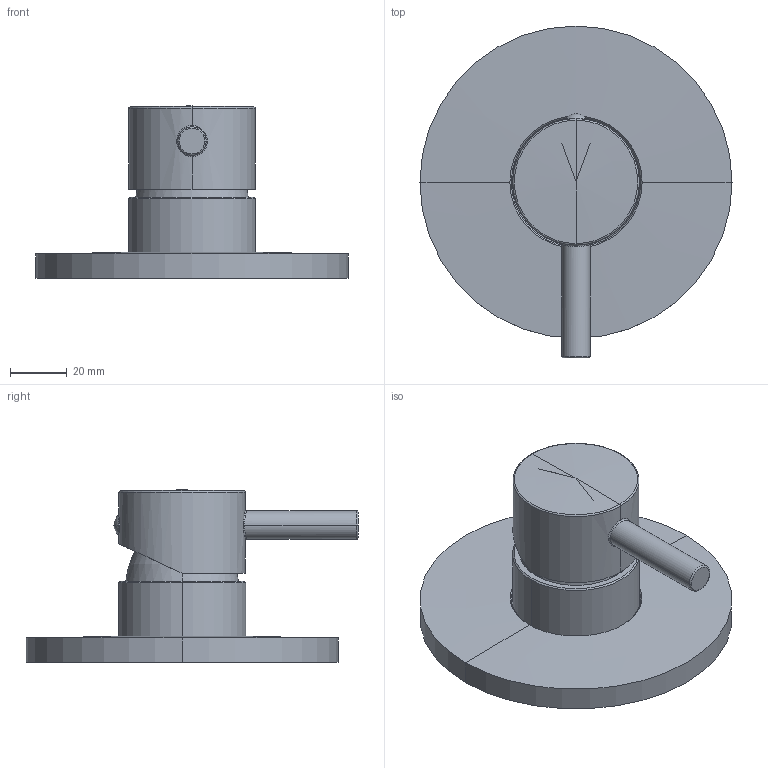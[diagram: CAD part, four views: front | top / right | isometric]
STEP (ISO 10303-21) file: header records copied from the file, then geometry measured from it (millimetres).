
FILE_DESCRIPTION((''),'2;1');
FILE_NAME('BI011CR','2021-11-03T14:56:42',('ut3'),('PAFFONI SpA'),'CREO PARAMETRIC BY PTC INC, 2020044','CREO PARAMETRIC BY PTC INC, 2020044','');
FILE_SCHEMA(('CONFIG_CONTROL_DESIGN','SHAPE_APPEARANCE_LAYERS_GROUPS'));
Length unit declared in the file: millimetre
Products named in the file (1): BI011CR
Bounding box: 110 x 117 x 60.69 mm (x, y, z)
Volume: 72064.6 mm3; surface area: 61640.3 mm2
Topology: 2 solids, 2 shells, 987 faces, 2657 edges, 1669 vertices
Faces by surface type: plane 577, cylinder 224, torus 88, cone 50, bspline 24, sphere 24
Entity records: 41881 total; most frequent: CARTESIAN_POINT 10568, ORIENTED_EDGE 5290, DIRECTION 4883, EDGE_CURVE 2645, AXIS2_PLACEMENT_3D 1695, VERTEX_POINT 1669, VECTOR 1493, LINE 1493
